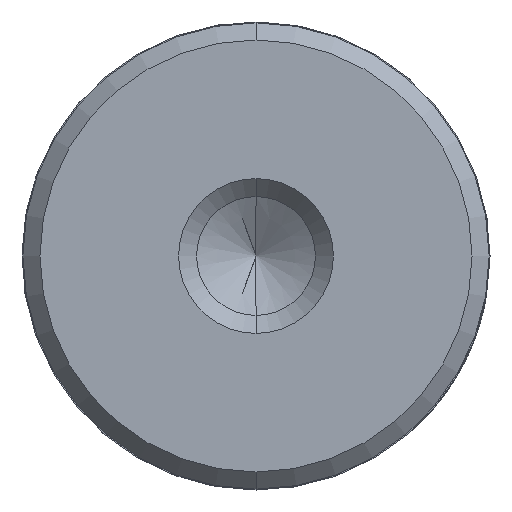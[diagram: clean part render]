
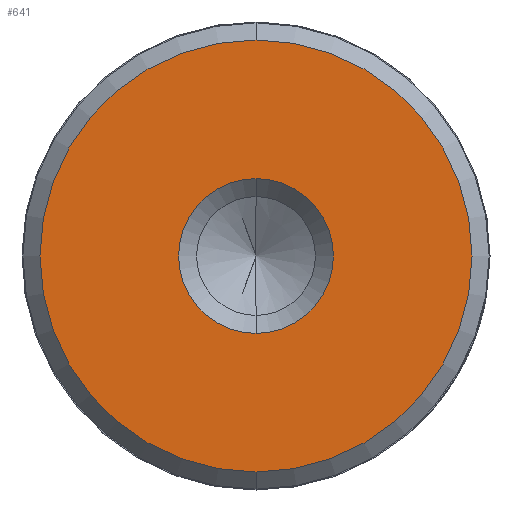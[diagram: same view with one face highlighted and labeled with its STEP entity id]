
A CAD part, front view. The second image highlights one B-rep face of the part: STEP entity #641.
In plain terms, the highlighted planar face has unit normal (0, -1, 0).
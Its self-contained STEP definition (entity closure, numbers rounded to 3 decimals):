
#29 = CARTESIAN_POINT ( 'NONE',  ( 0., -21.5, 0. ) ) ;
#162 = CARTESIAN_POINT ( 'NONE',  ( 0., -21.5, 2.15 ) ) ;
#213 = DIRECTION ( 'NONE',  ( 0., 0., -1. ) ) ;
#240 = DIRECTION ( 'NONE',  ( 0., -1., 0. ) ) ;
#261 = DIRECTION ( 'NONE',  ( 0., -1., 0. ) ) ;
#286 = ORIENTED_EDGE ( 'NONE', *, *, #1191, .T. ) ;
#291 = DIRECTION ( 'NONE',  ( 0., 1., 0. ) ) ;
#331 = DIRECTION ( 'NONE',  ( 0., 0., -1. ) ) ;
#367 = EDGE_LOOP ( 'NONE', ( #1202, #1416 ) ) ;
#392 = EDGE_CURVE ( 'NONE', #1806, #1540, #865, .T. ) ;
#586 = AXIS2_PLACEMENT_3D ( 'NONE', #2168, #261, #1501 ) ;
#602 = CIRCLE ( 'NONE', #1601, 2.15 ) ;
#639 = VERTEX_POINT ( 'NONE', #1156 ) ;
#641 = ADVANCED_FACE ( 'NONE', ( #1622, #779 ), #1317, .T. ) ;
#764 = EDGE_LOOP ( 'NONE', ( #1188, #286 ) ) ;
#779 = FACE_OUTER_BOUND ( 'NONE', #367, .T. ) ;
#834 = AXIS2_PLACEMENT_3D ( 'NONE', #1415, #1390, #331 ) ;
#865 = CIRCLE ( 'NONE', #834, 6. ) ;
#905 = CARTESIAN_POINT ( 'NONE',  ( 0., -21.5, 6. ) ) ;
#1040 = CIRCLE ( 'NONE', #1795, 2.15 ) ;
#1156 = CARTESIAN_POINT ( 'NONE',  ( 0., -21.5, -2.15 ) ) ;
#1188 = ORIENTED_EDGE ( 'NONE', *, *, #1773, .T. ) ;
#1191 = EDGE_CURVE ( 'NONE', #2148, #639, #1040, .T. ) ;
#1202 = ORIENTED_EDGE ( 'NONE', *, *, #2105, .T. ) ;
#1264 = DIRECTION ( 'NONE',  ( 0., 1., 0. ) ) ;
#1300 = CARTESIAN_POINT ( 'NONE',  ( 0., -21.5, 0. ) ) ;
#1317 = PLANE ( 'NONE',  #586 ) ;
#1347 = CARTESIAN_POINT ( 'NONE',  ( 0., -21.5, 0. ) ) ;
#1390 = DIRECTION ( 'NONE',  ( 0., -1., 0. ) ) ;
#1415 = CARTESIAN_POINT ( 'NONE',  ( 0., -21.5, 0. ) ) ;
#1416 = ORIENTED_EDGE ( 'NONE', *, *, #392, .T. ) ;
#1461 = CIRCLE ( 'NONE', #1886, 6. ) ;
#1481 = DIRECTION ( 'NONE',  ( 0., 0., -1. ) ) ;
#1501 = DIRECTION ( 'NONE',  ( 0., 0., -1. ) ) ;
#1538 = DIRECTION ( 'NONE',  ( 0., 0., -1. ) ) ;
#1540 = VERTEX_POINT ( 'NONE', #905 ) ;
#1601 = AXIS2_PLACEMENT_3D ( 'NONE', #29, #1264, #213 ) ;
#1622 = FACE_BOUND ( 'NONE', #764, .T. ) ;
#1625 = CARTESIAN_POINT ( 'NONE',  ( 0., -21.5, -6. ) ) ;
#1773 = EDGE_CURVE ( 'NONE', #639, #2148, #602, .T. ) ;
#1795 = AXIS2_PLACEMENT_3D ( 'NONE', #1347, #291, #1538 ) ;
#1806 = VERTEX_POINT ( 'NONE', #1625 ) ;
#1886 = AXIS2_PLACEMENT_3D ( 'NONE', #1300, #240, #1481 ) ;
#2105 = EDGE_CURVE ( 'NONE', #1540, #1806, #1461, .T. ) ;
#2148 = VERTEX_POINT ( 'NONE', #162 ) ;
#2168 = CARTESIAN_POINT ( 'NONE',  ( 6.5, -21.5, 0. ) ) ;
